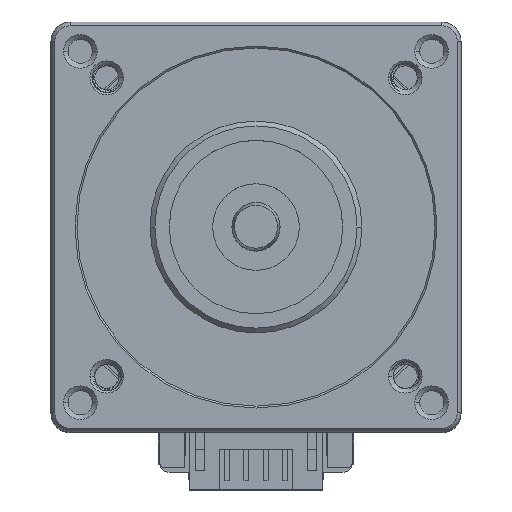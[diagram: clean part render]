
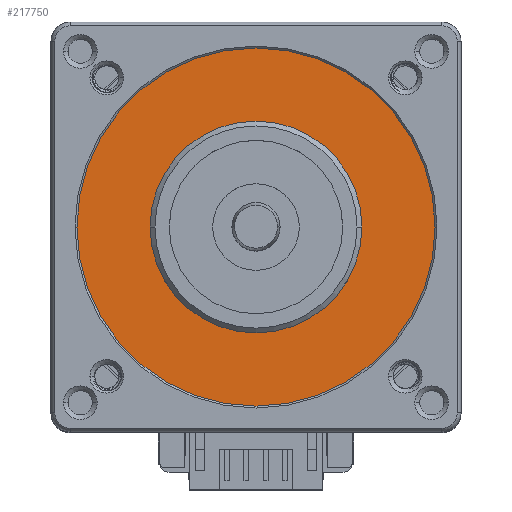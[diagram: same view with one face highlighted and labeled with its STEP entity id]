
A CAD part, top view. The second image highlights one B-rep face of the part: STEP entity #217750.
In plain terms, the highlighted planar face has unit normal (0, 0, 1).
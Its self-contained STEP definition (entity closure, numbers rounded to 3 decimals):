
#132420=CARTESIAN_POINT('',(-18.6,0.,
-0.2));
#132430=VERTEX_POINT('',#132420);
#132510=CARTESIAN_POINT('',(18.6,0.,-0.2)
);
#132520=VERTEX_POINT('',#132510);
#132550=CARTESIAN_POINT('',(0.,0.,
-0.2));
#132560=DIRECTION('',(0.,0.,1.));
#132570=DIRECTION('',(1.,0.,0.));
#132580=AXIS2_PLACEMENT_3D('',#132550,#132560,#132570);
#132590=CIRCLE('',#132580,18.6);
#132600=EDGE_CURVE('',#132520,#132430,#132590,.T.);
#217500=CARTESIAN_POINT('',(-18.823,-18.823,-0.2));
#217510=DIRECTION('',(0.,0.,1.));
#217520=DIRECTION('',(1.,0.,-0.));
#217530=AXIS2_PLACEMENT_3D('',#217500,#217510,#217520);
#217540=PLANE('',#217530);
#217550=EDGE_CURVE('',#132430,#132520,#132590,.T.);
#217560=ORIENTED_EDGE('',*,*,#217550,.T.);
#217570=ORIENTED_EDGE('',*,*,#132600,.T.);
#217580=EDGE_LOOP('',(#217570,#217560));
#217590=FACE_OUTER_BOUND('',#217580,.T.);
#217600=CARTESIAN_POINT('',(0.,0.,
-0.2));
#217610=DIRECTION('',(0.,0.,1.));
#217620=DIRECTION('',(1.,0.,0.));
#217630=AXIS2_PLACEMENT_3D('',#217600,#217610,#217620);
#217640=CIRCLE('',#217630,11.);
#217650=CARTESIAN_POINT('',(-11.,0.,-0.2
));
#217660=VERTEX_POINT('',#217650);
#217670=CARTESIAN_POINT('',(11.,0.,-0.2));
#217680=VERTEX_POINT('',#217670);
#217690=EDGE_CURVE('',#217660,#217680,#217640,.T.);
#217700=ORIENTED_EDGE('',*,*,#217690,.F.);
#217710=EDGE_CURVE('',#217680,#217660,#217640,.T.);
#217720=ORIENTED_EDGE('',*,*,#217710,.F.);
#217730=EDGE_LOOP('',(#217720,#217700));
#217740=FACE_BOUND('',#217730,.T.);
#217750=ADVANCED_FACE('',(#217590,#217740),#217540,.T.);
